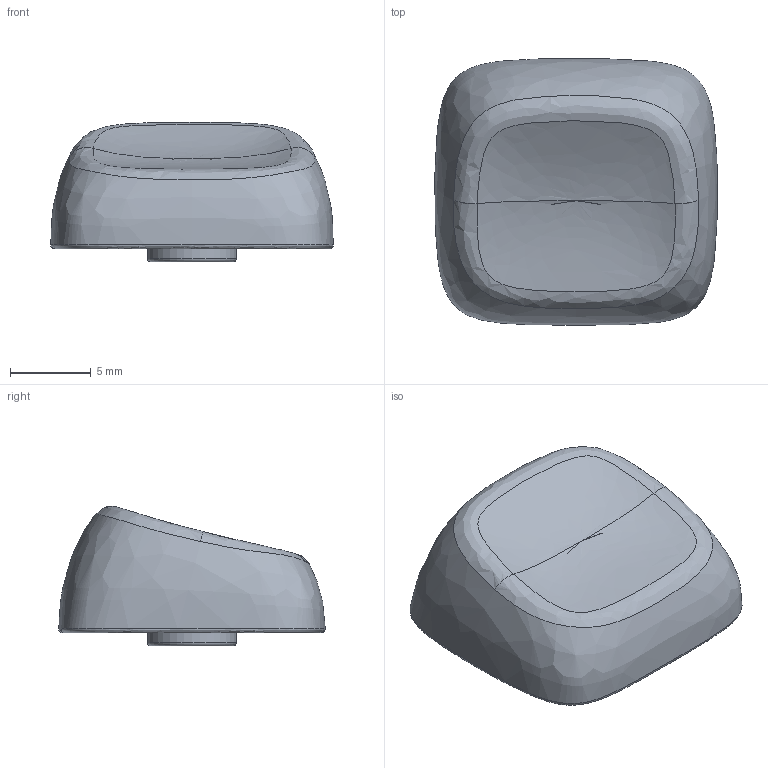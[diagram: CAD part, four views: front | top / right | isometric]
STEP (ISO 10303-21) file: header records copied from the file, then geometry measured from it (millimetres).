
FILE_DESCRIPTION(('FreeCAD Model'),'2;1');
FILE_NAME('Open CASCADE Shape Model','2025-03-29T23:15:43',(''),(''), 'Open CASCADE STEP processor 7.8','FreeCAD','Unknown');
FILE_SCHEMA(('AUTOMOTIVE_DESIGN { 1 0 10303 214 1 1 1 1 }'));
Length unit declared in the file: millimetre
Products named in the file (3): Normal_Tilted___MX_choc_spaced; Slice.0; Slice.1
Assembly tree (2 placements, depth 2):
  Normal_Tilted___MX_choc_spaced
    Slice.0
    Slice.1
Bounding box: 17.48 x 16.49 x 8.63 mm (x, y, z)
Volume: 1093.4 mm3; surface area: 1013.7 mm2
Topology: 2 solids, 2 shells, 74 faces, 221 edges, 152 vertices
Faces by surface type: bspline 29, cylinder 25, plane 18, torus 2
Full cylindrical faces by diameter (mm): 5.5 x1
Entity records: 7391 total; most frequent: CARTESIAN_POINT 5498, ORIENTED_EDGE 438, DIRECTION 308, EDGE_CURVE 219, VERTEX_POINT 152, AXIS2_PLACEMENT_3D 119, FACE_BOUND 79, EDGE_LOOP 79
